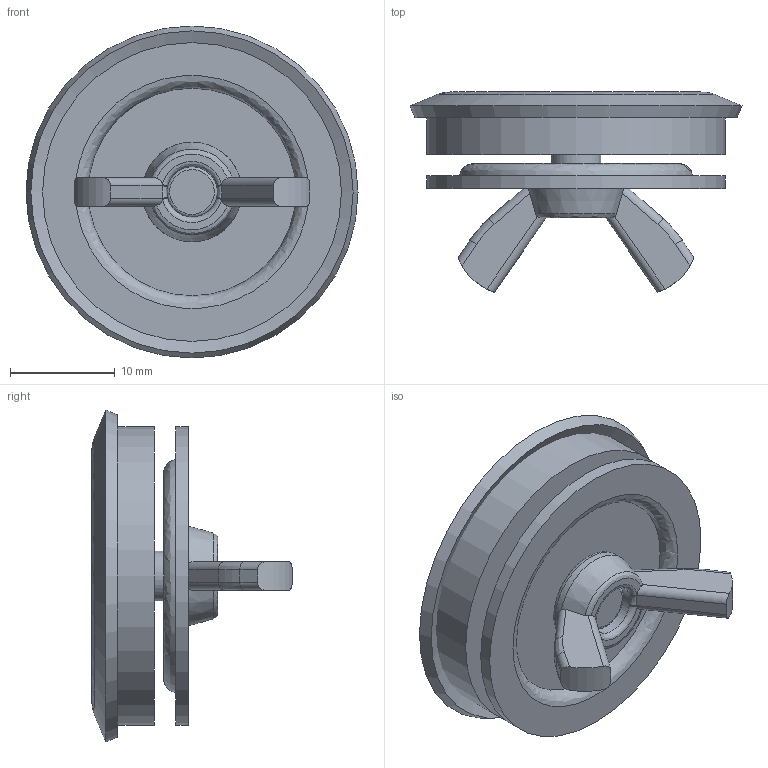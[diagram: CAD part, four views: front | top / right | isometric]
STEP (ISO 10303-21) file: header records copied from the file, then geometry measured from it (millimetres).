
FILE_DESCRIPTION (( 'STEP AP203' ), '1' );
FILE_NAME ('SCE-ASPBG-RAL7035.step', '2021-02-09T22:07:51', ( 'ADC123' ), ( 'Microsoft' ), 'SwSTEP 2.0', 'SolidWorks 2019', '' );
FILE_SCHEMA (( 'CONFIG_CONTROL_DESIGN' ));
Length unit declared in the file: inch
Products named in the file (1): SCE-ASPBG-RAL7035
Bounding box: 31.75 x 19.14 x 31.75 mm (x, y, z)
Volume: 5380.3 mm3; surface area: 5691.9 mm2
Topology: 5 solids, 5 shells, 79 faces, 191 edges, 124 vertices
Faces by surface type: plane 28, cylinder 24, bspline 21, cone 6
Full cylindrical faces by diameter (mm): 4.775 x1, 4.826 x2, 5.159 x1, 9.525 x2, 28.575 x2
Entity records: 3274 total; most frequent: CARTESIAN_POINT 1712, ORIENTED_EDGE 322, DIRECTION 248, EDGE_CURVE 161, VERTEX_POINT 113, EDGE_LOOP 106, AXIS2_PLACEMENT_3D 106, FACE_OUTER_BOUND 94
